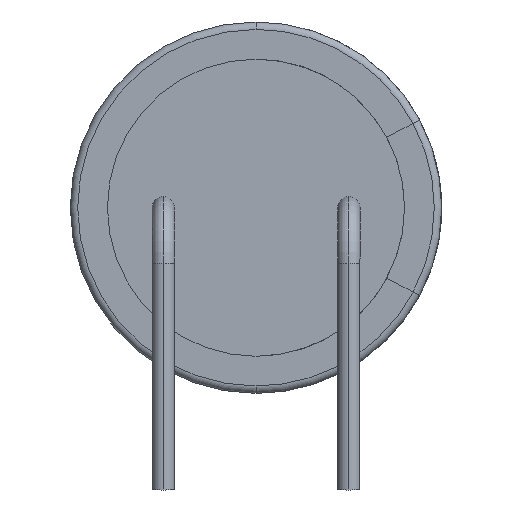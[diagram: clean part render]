
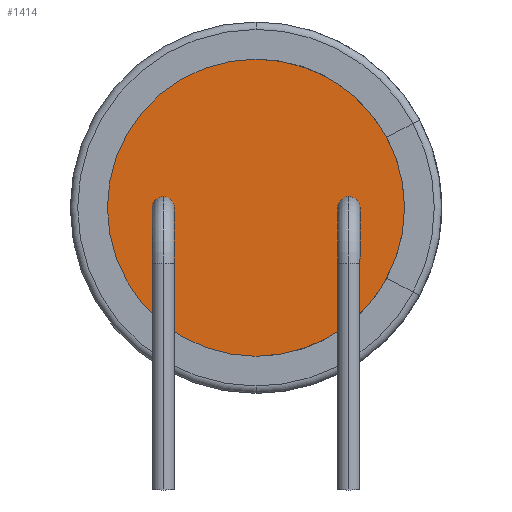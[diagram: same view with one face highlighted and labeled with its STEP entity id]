
A CAD part, front view. The second image highlights one B-rep face of the part: STEP entity #1414.
In plain terms, the highlighted planar face has unit normal (0, -1, 0).
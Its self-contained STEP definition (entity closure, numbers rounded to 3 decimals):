
#77 = CIRCLE ( 'NONE', #2334, 0.3 ) ;
#110 = CARTESIAN_POINT ( 'NONE',  ( -2.5, 0.6, 0. ) ) ;
#116 = DIRECTION ( 'NONE',  ( 0., 0., -1. ) ) ;
#133 = DIRECTION ( 'NONE',  ( 0., 0., -1. ) ) ;
#190 = AXIS2_PLACEMENT_3D ( 'NONE', #358, #650, #116 ) ;
#212 = CARTESIAN_POINT ( 'NONE',  ( 0., 0.6, -4. ) ) ;
#220 = CARTESIAN_POINT ( 'NONE',  ( 0., 0.6, 4. ) ) ;
#227 = VERTEX_POINT ( 'NONE', #1059 ) ;
#304 = DIRECTION ( 'NONE',  ( 0., 0., -1. ) ) ;
#358 = CARTESIAN_POINT ( 'NONE',  ( 2.5, 0.6, 0. ) ) ;
#370 = AXIS2_PLACEMENT_3D ( 'NONE', #110, #2769, #133 ) ;
#420 = CIRCLE ( 'NONE', #2121, 0.3 ) ;
#510 = DIRECTION ( 'NONE',  ( 0., 0., -1. ) ) ;
#643 = EDGE_CURVE ( 'NONE', #2746, #227, #77, .T. ) ;
#650 = DIRECTION ( 'NONE',  ( 0., -1., 0. ) ) ;
#683 = CIRCLE ( 'NONE', #370, 0.3 ) ;
#708 = EDGE_CURVE ( 'NONE', #2906, #2383, #420, .T. ) ;
#726 = EDGE_CURVE ( 'NONE', #1892, #1253, #2796, .T. ) ;
#775 = ORIENTED_EDGE ( 'NONE', *, *, #726, .T. ) ;
#791 = CARTESIAN_POINT ( 'NONE',  ( -2.5, 0.6, 0. ) ) ;
#799 = FACE_BOUND ( 'NONE', #2225, .T. ) ;
#819 = CARTESIAN_POINT ( 'NONE',  ( 0., 0.6, 0. ) ) ;
#892 = EDGE_CURVE ( 'NONE', #2383, #2906, #683, .T. ) ;
#935 = EDGE_LOOP ( 'NONE', ( #775, #3132 ) ) ;
#1022 = CARTESIAN_POINT ( 'NONE',  ( 2.5, 0.6, 0. ) ) ;
#1059 = CARTESIAN_POINT ( 'NONE',  ( 2.5, 0.6, -0.3 ) ) ;
#1092 = DIRECTION ( 'NONE',  ( 0., 0., -1. ) ) ;
#1123 = CARTESIAN_POINT ( 'NONE',  ( -2.5, 0.6, -0.3 ) ) ;
#1214 = CARTESIAN_POINT ( 'NONE',  ( -2.5, 0.6, 0.3 ) ) ;
#1218 = CIRCLE ( 'NONE', #190, 0.3 ) ;
#1253 = VERTEX_POINT ( 'NONE', #220 ) ;
#1281 = DIRECTION ( 'NONE',  ( 0., -1., 0. ) ) ;
#1361 = AXIS2_PLACEMENT_3D ( 'NONE', #2938, #2266, #2213 ) ;
#1414 = ADVANCED_FACE ( 'NONE', ( #799, #1749, #1720 ), #1791, .T. ) ;
#1421 = ORIENTED_EDGE ( 'NONE', *, *, #708, .F. ) ;
#1716 = DIRECTION ( 'NONE',  ( 0., -1., 0. ) ) ;
#1720 = FACE_OUTER_BOUND ( 'NONE', #935, .T. ) ;
#1732 = DIRECTION ( 'NONE',  ( 0., 0., -1. ) ) ;
#1739 = CARTESIAN_POINT ( 'NONE',  ( 2.5, 0.6, 0.3 ) ) ;
#1749 = FACE_BOUND ( 'NONE', #3053, .T. ) ;
#1762 = DIRECTION ( 'NONE',  ( 0., -1., 0. ) ) ;
#1791 = PLANE ( 'NONE',  #2482 ) ;
#1892 = VERTEX_POINT ( 'NONE', #212 ) ;
#1893 = ORIENTED_EDGE ( 'NONE', *, *, #643, .F. ) ;
#1985 = EDGE_CURVE ( 'NONE', #227, #2746, #1218, .T. ) ;
#2031 = CARTESIAN_POINT ( 'NONE',  ( 0., 0.6, 0. ) ) ;
#2049 = DIRECTION ( 'NONE',  ( 0., -1., 0. ) ) ;
#2121 = AXIS2_PLACEMENT_3D ( 'NONE', #791, #1762, #304 ) ;
#2213 = DIRECTION ( 'NONE',  ( 0., 0., -1. ) ) ;
#2225 = EDGE_LOOP ( 'NONE', ( #1893, #3027 ) ) ;
#2266 = DIRECTION ( 'NONE',  ( 0., -1., 0. ) ) ;
#2277 = ORIENTED_EDGE ( 'NONE', *, *, #892, .F. ) ;
#2334 = AXIS2_PLACEMENT_3D ( 'NONE', #1022, #1716, #1732 ) ;
#2383 = VERTEX_POINT ( 'NONE', #1123 ) ;
#2418 = EDGE_CURVE ( 'NONE', #1253, #1892, #2960, .T. ) ;
#2482 = AXIS2_PLACEMENT_3D ( 'NONE', #819, #1281, #510 ) ;
#2746 = VERTEX_POINT ( 'NONE', #1739 ) ;
#2769 = DIRECTION ( 'NONE',  ( 0., -1., 0. ) ) ;
#2796 = CIRCLE ( 'NONE', #1361, 4. ) ;
#2906 = VERTEX_POINT ( 'NONE', #1214 ) ;
#2938 = CARTESIAN_POINT ( 'NONE',  ( 0., 0.6, 0. ) ) ;
#2960 = CIRCLE ( 'NONE', #3165, 4. ) ;
#3027 = ORIENTED_EDGE ( 'NONE', *, *, #1985, .F. ) ;
#3053 = EDGE_LOOP ( 'NONE', ( #1421, #2277 ) ) ;
#3132 = ORIENTED_EDGE ( 'NONE', *, *, #2418, .T. ) ;
#3165 = AXIS2_PLACEMENT_3D ( 'NONE', #2031, #2049, #1092 ) ;
